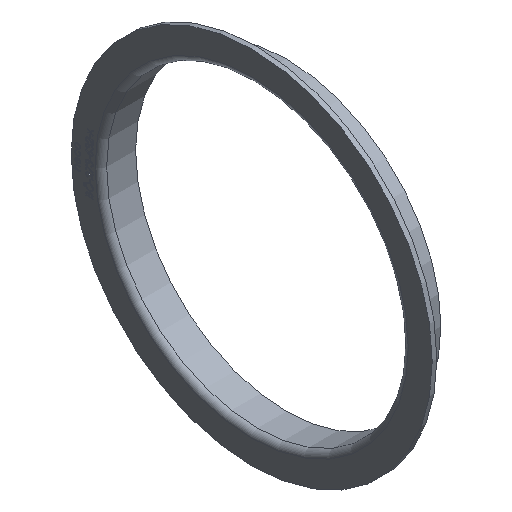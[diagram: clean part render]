
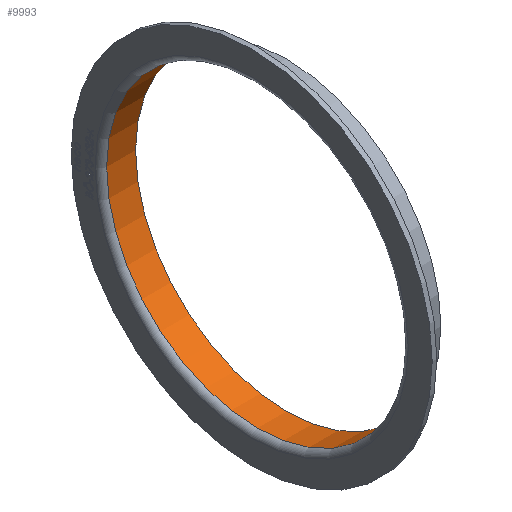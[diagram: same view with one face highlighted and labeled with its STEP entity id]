
A CAD part, isometric view. The second image highlights one B-rep face of the part: STEP entity #9993.
In plain terms, the highlighted cylindrical face has radius 130.3 mm (diameter 260.6 mm), a full revolution.
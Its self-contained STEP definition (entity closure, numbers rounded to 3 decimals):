
#1257 = DIRECTION ( 'NONE',  ( 0., 0., 1. ) ) ;
#1338 = DIRECTION ( 'NONE',  ( -1., 0., 0. ) ) ;
#2559 = VERTEX_POINT ( 'NONE', #7255 ) ;
#3285 = DIRECTION ( 'NONE',  ( 0., 0., -1. ) ) ;
#3302 = CARTESIAN_POINT ( 'NONE',  ( 0., 0., 0. ) ) ;
#3856 = EDGE_CURVE ( 'NONE', #2559, #2559, #4194, .T. ) ;
#4194 = CIRCLE ( 'NONE', #12304, 130.3 ) ;
#4292 = CARTESIAN_POINT ( 'NONE',  ( 5., 0., 0. ) ) ;
#4798 = ORIENTED_EDGE ( 'NONE', *, *, #3856, .T. ) ;
#5530 = DIRECTION ( 'NONE',  ( 0., 0., 1. ) ) ;
#6023 = VERTEX_POINT ( 'NONE', #10699 ) ;
#6187 = AXIS2_PLACEMENT_3D ( 'NONE', #9995, #13587, #5530 ) ;
#7091 = FACE_OUTER_BOUND ( 'NONE', #9491, .T. ) ;
#7255 = CARTESIAN_POINT ( 'NONE',  ( 5., 0., -130.3 ) ) ;
#8410 = CIRCLE ( 'NONE', #6187, 130.3 ) ;
#8979 = AXIS2_PLACEMENT_3D ( 'NONE', #3302, #1338, #1257 ) ;
#9304 = FACE_OUTER_BOUND ( 'NONE', #9390, .T. ) ;
#9390 = EDGE_LOOP ( 'NONE', ( #9516 ) ) ;
#9491 = EDGE_LOOP ( 'NONE', ( #4798 ) ) ;
#9516 = ORIENTED_EDGE ( 'NONE', *, *, #13426, .F. ) ;
#9993 = ADVANCED_FACE ( 'NONE', ( #7091, #9304 ), #15142, .F. ) ;
#9995 = CARTESIAN_POINT ( 'NONE',  ( 30., 0., 0. ) ) ;
#10699 = CARTESIAN_POINT ( 'NONE',  ( 30., 0., 130.3 ) ) ;
#12304 = AXIS2_PLACEMENT_3D ( 'NONE', #4292, #12683, #3285 ) ;
#12683 = DIRECTION ( 'NONE',  ( -1., 0., 0. ) ) ;
#13426 = EDGE_CURVE ( 'NONE', #6023, #6023, #8410, .T. ) ;
#13587 = DIRECTION ( 'NONE',  ( -1., 0., 0. ) ) ;
#15142 = CYLINDRICAL_SURFACE ( 'NONE', #8979, 130.3 ) ;
